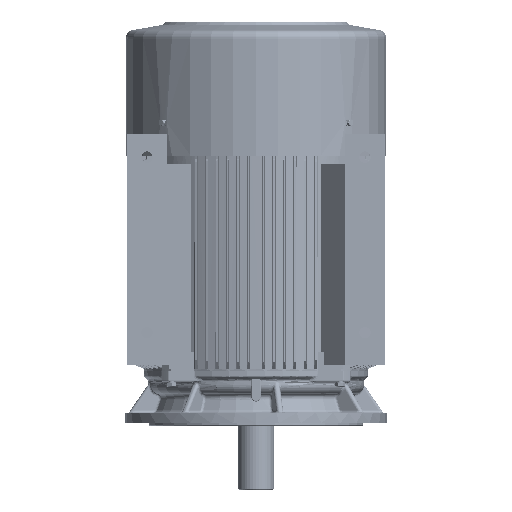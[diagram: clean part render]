
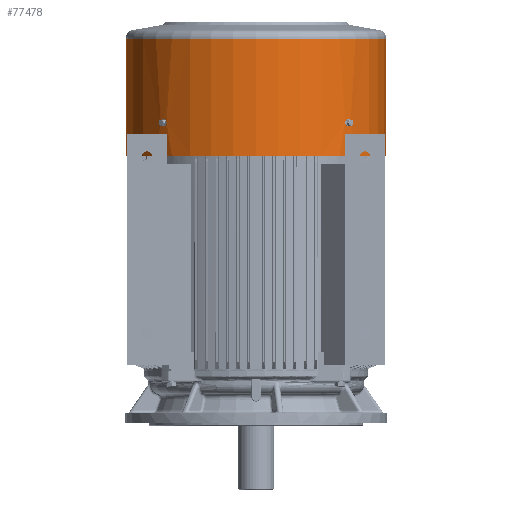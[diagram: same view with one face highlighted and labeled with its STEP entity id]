
A CAD part, left-side view. The second image highlights one B-rep face of the part: STEP entity #77478.
In plain terms, the highlighted cylindrical face has radius 273.5 mm (diameter 547 mm), a partial arc.
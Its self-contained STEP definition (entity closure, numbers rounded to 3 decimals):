
#6295=B_SPLINE_CURVE_WITH_KNOTS('',3,(#339001,#339002,#339003,#339004,#339005,
#339006),.UNSPECIFIED.,.F.,.F.,(4,2,4),(0.,0.5,1.),.UNSPECIFIED.);
#6299=B_SPLINE_CURVE_WITH_KNOTS('',3,(#339039,#339040,#339041,#339042,#339043,
#339044),.UNSPECIFIED.,.F.,.F.,(4,2,4),(0.,0.5,1.),.UNSPECIFIED.);
#6393=B_SPLINE_CURVE_WITH_KNOTS('',3,(#340169,#340170,#340171,#340172,#340173,
#340174,#340175,#340176,#340177,#340178),.UNSPECIFIED.,.F.,.F.,(4,2,2,2,
4),(0.,0.25,0.5,0.75,1.),.UNSPECIFIED.);
#6394=B_SPLINE_CURVE_WITH_KNOTS('',3,(#340182,#340183,#340184,#340185,#340186,
#340187),.UNSPECIFIED.,.F.,.F.,(4,2,4),(0.,0.5,1.),.UNSPECIFIED.);
#6395=B_SPLINE_CURVE_WITH_KNOTS('',3,(#340190,#340191,#340192,#340193,#340194,
#340195,#340196,#340197,#340198,#340199),.UNSPECIFIED.,.F.,.F.,(4,2,2,2,
4),(0.,0.25,0.5,0.75,1.),.UNSPECIFIED.);
#6396=B_SPLINE_CURVE_WITH_KNOTS('',3,(#340203,#340204,#340205,#340206,#340207,
#340208),.UNSPECIFIED.,.F.,.F.,(4,2,4),(0.,0.5,1.),.UNSPECIFIED.);
#19025=LINE('',#340209,#35353);
#19026=LINE('',#340213,#35354);
#35353=VECTOR('',#250473,1.);
#35354=VECTOR('',#250476,1.);
#77478=ADVANCED_FACE('',(#89603,#89604,#89605),#85230,.T.);
#85230=CYLINDRICAL_SURFACE('',#222390,273.5);
#89603=FACE_BOUND('',#95143,.T.);
#89604=FACE_BOUND('',#95144,.T.);
#89605=FACE_BOUND('',#95145,.T.);
#95143=EDGE_LOOP('',(#119191,#119192,#119193,#119194,#119195));
#95144=EDGE_LOOP('',(#119196,#119197,#119198,#119199,#119200));
#95145=EDGE_LOOP('',(#119201,#119202,#119203,#119204));
#119191=ORIENTED_EDGE('',*,*,#186418,.F.);
#119192=ORIENTED_EDGE('',*,*,#186615,.F.);
#119193=ORIENTED_EDGE('',*,*,#186616,.F.);
#119194=ORIENTED_EDGE('',*,*,#186617,.F.);
#119195=ORIENTED_EDGE('',*,*,#186618,.F.);
#119196=ORIENTED_EDGE('',*,*,#186619,.T.);
#119197=ORIENTED_EDGE('',*,*,#186620,.T.);
#119198=ORIENTED_EDGE('',*,*,#186621,.T.);
#119199=ORIENTED_EDGE('',*,*,#186622,.T.);
#119200=ORIENTED_EDGE('',*,*,#186426,.T.);
#119201=ORIENTED_EDGE('',*,*,#186476,.T.);
#119202=ORIENTED_EDGE('',*,*,#186623,.T.);
#119203=ORIENTED_EDGE('',*,*,#186624,.F.);
#119204=ORIENTED_EDGE('',*,*,#186625,.F.);
#165024=VERTEX_POINT('',#339007);
#165025=VERTEX_POINT('',#339008);
#165032=VERTEX_POINT('',#339045);
#165033=VERTEX_POINT('',#339046);
#165066=VERTEX_POINT('',#339146);
#165067=VERTEX_POINT('',#339148);
#165200=VERTEX_POINT('',#340168);
#165201=VERTEX_POINT('',#340179);
#165202=VERTEX_POINT('',#340181);
#165203=VERTEX_POINT('',#340189);
#165204=VERTEX_POINT('',#340200);
#165205=VERTEX_POINT('',#340202);
#165206=VERTEX_POINT('',#340210);
#165207=VERTEX_POINT('',#340212);
#186418=EDGE_CURVE('',#165024,#165025,#6295,.T.);
#186426=EDGE_CURVE('',#165032,#165033,#6299,.T.);
#186476=EDGE_CURVE('',#165067,#165066,#209750,.T.);
#186615=EDGE_CURVE('',#165200,#165024,#209795,.T.);
#186616=EDGE_CURVE('',#165201,#165200,#6393,.T.);
#186617=EDGE_CURVE('',#165202,#165201,#209796,.T.);
#186618=EDGE_CURVE('',#165025,#165202,#6394,.T.);
#186619=EDGE_CURVE('',#165033,#165203,#209797,.T.);
#186620=EDGE_CURVE('',#165203,#165204,#6395,.T.);
#186621=EDGE_CURVE('',#165204,#165205,#209798,.T.);
#186622=EDGE_CURVE('',#165205,#165032,#6396,.T.);
#186623=EDGE_CURVE('',#165066,#165206,#19025,.T.);
#186624=EDGE_CURVE('',#165207,#165206,#209799,.T.);
#186625=EDGE_CURVE('',#165067,#165207,#19026,.T.);
#209750=CIRCLE('',#222336,273.5);
#209795=CIRCLE('',#222385,273.5);
#209796=CIRCLE('',#222386,273.5);
#209797=CIRCLE('',#222387,273.5);
#209798=CIRCLE('',#222388,273.5);
#209799=CIRCLE('',#222389,273.5);
#222336=AXIS2_PLACEMENT_3D('',#339147,#250365,#250366);
#222385=AXIS2_PLACEMENT_3D('',#340167,#250465,#250466);
#222386=AXIS2_PLACEMENT_3D('',#340180,#250467,#250468);
#222387=AXIS2_PLACEMENT_3D('',#340188,#250469,#250470);
#222388=AXIS2_PLACEMENT_3D('',#340201,#250471,#250472);
#222389=AXIS2_PLACEMENT_3D('',#340211,#250474,#250475);
#222390=AXIS2_PLACEMENT_3D('',#340214,#250477,#250478);
#250365=DIRECTION('',(0.,0.,-1.));
#250366=DIRECTION('',(-0.003,-1.,0.));
#250465=DIRECTION('',(0.,0.,1.));
#250466=DIRECTION('',(0.003,1.,0.));
#250467=DIRECTION('',(0.,0.,-1.));
#250468=DIRECTION('',(-0.003,-1.,0.));
#250469=DIRECTION('',(0.,0.,-1.));
#250470=DIRECTION('',(-0.003,-1.,0.));
#250471=DIRECTION('',(0.,0.,1.));
#250472=DIRECTION('',(0.003,1.,0.));
#250473=DIRECTION('',(0.,0.,-1.));
#250474=DIRECTION('',(0.,0.,-1.));
#250475=DIRECTION('',(-0.003,-1.,0.));
#250476=DIRECTION('',(0.,0.,-1.));
#250477=DIRECTION('',(0.,0.,-1.));
#250478=DIRECTION('',(0.003,1.,0.));
#339001=CARTESIAN_POINT('',(9.092,494.087,677.544));
#339002=CARTESIAN_POINT('',(8.169,493.143,677.544));
#339003=CARTESIAN_POINT('',(7.274,492.212,678.086));
#339004=CARTESIAN_POINT('',(6.001,490.875,679.929));
#339005=CARTESIAN_POINT('',(5.629,490.479,681.224));
#339006=CARTESIAN_POINT('',(5.629,490.479,682.544));
#339007=CARTESIAN_POINT('',(9.092,494.087,677.544));
#339008=CARTESIAN_POINT('',(5.629,490.479,682.544));
#339039=CARTESIAN_POINT('',(17.098,103.861,682.544));
#339040=CARTESIAN_POINT('',(17.098,103.861,681.224));
#339041=CARTESIAN_POINT('',(16.703,104.232,679.932));
#339042=CARTESIAN_POINT('',(15.367,105.504,678.088));
#339043=CARTESIAN_POINT('',(14.434,106.401,677.544));
#339044=CARTESIAN_POINT('',(13.489,107.325,677.544));
#339045=CARTESIAN_POINT('',(17.098,103.861,682.544));
#339046=CARTESIAN_POINT('',(13.489,107.325,677.544));
#339146=CARTESIAN_POINT('',(205.563,576.403,858.758));
#339147=CARTESIAN_POINT('',(204.672,302.904,858.758));
#339148=CARTESIAN_POINT('',(203.781,29.406,858.758));
#340167=CARTESIAN_POINT('',(204.672,302.904,677.544));
#340168=CARTESIAN_POINT('',(14.768,499.726,677.544));
#340169=CARTESIAN_POINT('',(14.768,499.726,687.544));
#340170=CARTESIAN_POINT('',(15.718,500.643,687.544));
#340171=CARTESIAN_POINT('',(16.656,501.532,687.003));
#340172=CARTESIAN_POINT('',(18.,502.797,685.158));
#340173=CARTESIAN_POINT('',(18.398,503.165,683.852));
#340174=CARTESIAN_POINT('',(18.399,503.166,681.244));
#340175=CARTESIAN_POINT('',(18.01,502.805,679.945));
#340176=CARTESIAN_POINT('',(16.65,501.527,678.078));
#340177=CARTESIAN_POINT('',(15.718,500.643,677.544));
#340178=CARTESIAN_POINT('',(14.768,499.726,677.544));
#340179=CARTESIAN_POINT('',(14.768,499.726,687.544));
#340180=CARTESIAN_POINT('',(204.672,302.904,687.544));
#340181=CARTESIAN_POINT('',(9.092,494.087,687.544));
#340182=CARTESIAN_POINT('',(5.629,490.479,682.544));
#340183=CARTESIAN_POINT('',(5.629,490.479,683.865));
#340184=CARTESIAN_POINT('',(6.,490.874,685.157));
#340185=CARTESIAN_POINT('',(7.272,492.209,687.001));
#340186=CARTESIAN_POINT('',(8.169,493.143,687.544));
#340187=CARTESIAN_POINT('',(9.092,494.087,687.544));
#340188=CARTESIAN_POINT('',(204.672,302.904,677.544));
#340189=CARTESIAN_POINT('',(7.851,113.,677.544));
#340190=CARTESIAN_POINT('',(7.851,113.,677.544));
#340191=CARTESIAN_POINT('',(6.933,113.951,677.544));
#340192=CARTESIAN_POINT('',(6.044,114.888,678.086));
#340193=CARTESIAN_POINT('',(4.78,116.233,679.931));
#340194=CARTESIAN_POINT('',(4.412,116.63,681.237));
#340195=CARTESIAN_POINT('',(4.411,116.631,683.845));
#340196=CARTESIAN_POINT('',(4.771,116.242,685.144));
#340197=CARTESIAN_POINT('',(6.049,114.883,687.011));
#340198=CARTESIAN_POINT('',(6.933,113.951,687.544));
#340199=CARTESIAN_POINT('',(7.851,113.,687.544));
#340200=CARTESIAN_POINT('',(7.851,113.,687.544));
#340201=CARTESIAN_POINT('',(204.672,302.904,687.544));
#340202=CARTESIAN_POINT('',(13.489,107.325,687.544));
#340203=CARTESIAN_POINT('',(13.489,107.325,687.544));
#340204=CARTESIAN_POINT('',(14.434,106.401,687.544));
#340205=CARTESIAN_POINT('',(15.365,105.507,687.003));
#340206=CARTESIAN_POINT('',(16.701,104.234,685.16));
#340207=CARTESIAN_POINT('',(17.098,103.861,683.865));
#340208=CARTESIAN_POINT('',(17.098,103.861,682.544));
#340209=CARTESIAN_POINT('',(205.563,576.403,898.765));
#340210=CARTESIAN_POINT('',(205.563,576.403,613.544));
#340211=CARTESIAN_POINT('',(204.672,302.904,613.544));
#340212=CARTESIAN_POINT('',(203.781,29.406,613.544));
#340213=CARTESIAN_POINT('',(203.781,29.406,898.765));
#340214=CARTESIAN_POINT('',(204.672,302.904,898.765));
